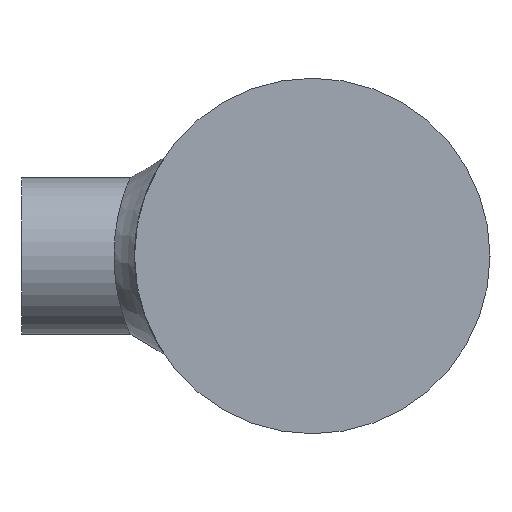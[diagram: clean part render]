
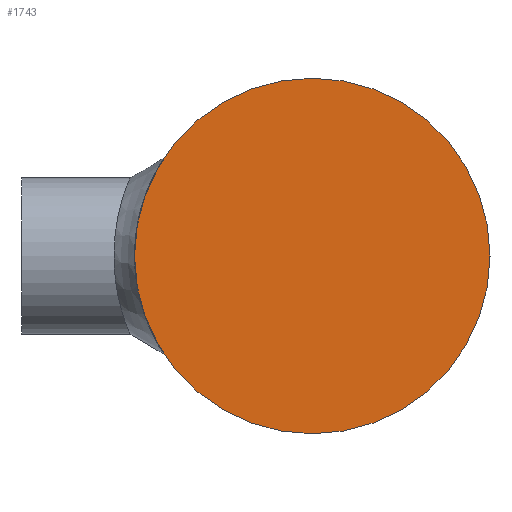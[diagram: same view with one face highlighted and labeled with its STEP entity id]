
A CAD part, left-side view. The second image highlights one B-rep face of the part: STEP entity #1743.
In plain terms, the highlighted planar face has unit normal (-1, 0, 0).
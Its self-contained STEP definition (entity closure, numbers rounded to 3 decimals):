
#117=PLANE('',#2063);
#180=CIRCLE('',#2055,25.);
#522=FACE_OUTER_BOUND('',#655,.T.);
#655=EDGE_LOOP('',(#1361));
#829=VERTEX_POINT('',#3858);
#1016=EDGE_CURVE('',#829,#829,#180,.T.);
#1361=ORIENTED_EDGE('',*,*,#1016,.F.);
#1743=ADVANCED_FACE('',(#522),#117,.F.);
#2055=AXIS2_PLACEMENT_3D('',#3860,#2425,#2426);
#2063=AXIS2_PLACEMENT_3D('',#3873,#2443,#2444);
#2425=DIRECTION('center_axis',(1.,0.,0.));
#2426=DIRECTION('ref_axis',(0.,1.,0.));
#2443=DIRECTION('center_axis',(1.,0.,0.));
#2444=DIRECTION('ref_axis',(0.,0.,-1.));
#3858=CARTESIAN_POINT('',(0.,-25.,0.));
#3860=CARTESIAN_POINT('Origin',(0.,0.,0.));
#3873=CARTESIAN_POINT('Origin',(0.,0.,0.));
